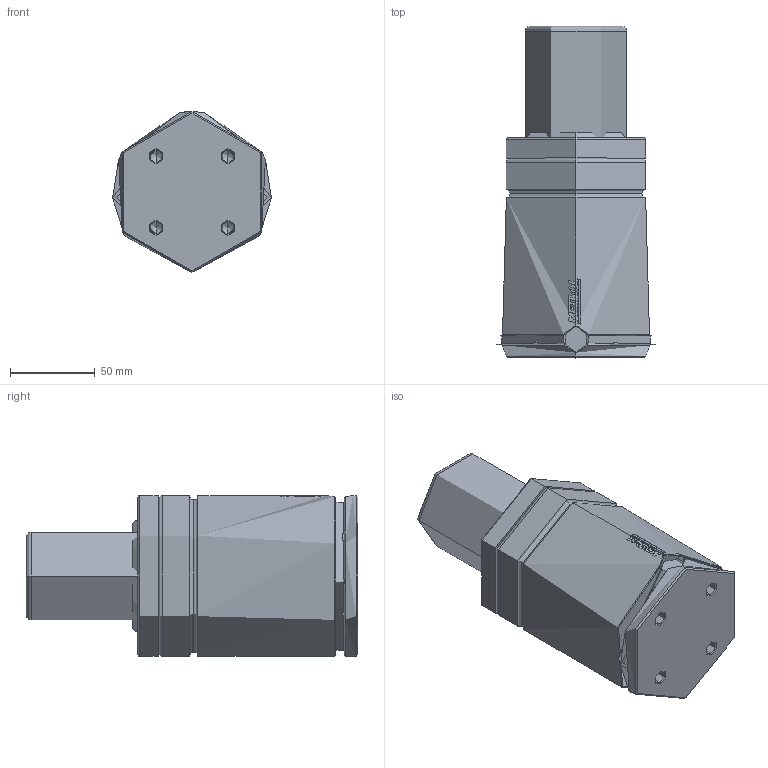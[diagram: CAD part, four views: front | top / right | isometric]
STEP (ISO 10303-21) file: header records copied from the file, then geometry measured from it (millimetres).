
FILE_DESCRIPTION (( 'STEP AP214' ), '1' );
FILE_NAME ('HS-EX4200-063.STEP', '2019-07-12T13:20:14', ( 'Metrol Springs' ), ( 'Hewlett-Packard Company' ), 'SwSTEP 2.0', 'SolidWorks 2017', '' );
FILE_SCHEMA (( 'AUTOMOTIVE_DESIGN' ));
Length unit declared in the file: millimetre
Products named in the file (3): HS-EX4200 Piston_HS-EX4200-063 PISTON; HS-EX4200 Body_HS-EX4200-063 BODY; HS-EX4200-063
Assembly tree (2 placements, depth 2):
  HS-EX4200-063
    HS-EX4200 Body_HS-EX4200-063 BODY
    HS-EX4200 Piston_HS-EX4200-063 PISTON
Bounding box: 93.74 x 196 x 95.01 mm (x, y, z)
Volume: 765010.6 mm3; surface area: 112598.4 mm2
Topology: 7 solids, 7 shells, 167 faces, 409 edges, 256 vertices
Faces by surface type: cylinder 55, bspline 42, plane 31, cone 27, torus 12
Entity records: 7635 total; most frequent: CARTESIAN_POINT 2990, ORIENTED_EDGE 798, DIRECTION 605, EDGE_CURVE 399, VERTEX_POINT 256, AXIS2_PLACEMENT_3D 225, EDGE_LOOP 181, FACE_OUTER_BOUND 167
